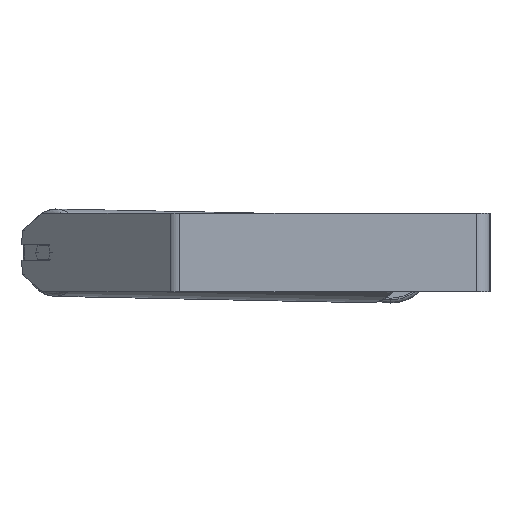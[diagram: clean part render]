
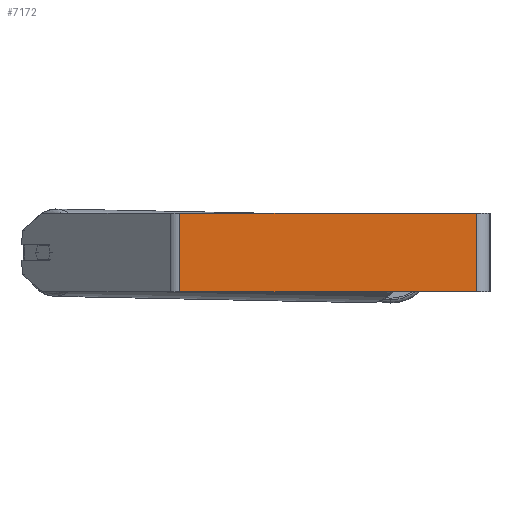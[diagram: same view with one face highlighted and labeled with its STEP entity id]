
A CAD part, left-side view. The second image highlights one B-rep face of the part: STEP entity #7172.
In plain terms, the highlighted planar face has unit normal (-1, 0, 0).
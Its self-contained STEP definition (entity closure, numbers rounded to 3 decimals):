
#62 = ORIENTED_EDGE ( 'NONE', *, *, #7702, .T. ) ;
#533 = ORIENTED_EDGE ( 'NONE', *, *, #8375, .T. ) ;
#650 = VERTEX_POINT ( 'NONE', #7387 ) ;
#705 = DIRECTION ( 'NONE',  ( 0., 0., -1. ) ) ;
#804 = ORIENTED_EDGE ( 'NONE', *, *, #6562, .F. ) ;
#1034 = LINE ( 'NONE', #3035, #3718 ) ;
#1266 = VECTOR ( 'NONE', #2415, 1000. ) ;
#1284 = AXIS2_PLACEMENT_3D ( 'NONE', #3500, #7427, #705 ) ;
#2415 = DIRECTION ( 'NONE',  ( 0., 0., -1. ) ) ;
#2689 = CARTESIAN_POINT ( 'NONE',  ( -745., 14., 40. ) ) ;
#2720 = EDGE_CURVE ( 'NONE', #6573, #8606, #1034, .T. ) ;
#3011 = CARTESIAN_POINT ( 'NONE',  ( -745., 321.536, -40. ) ) ;
#3035 = CARTESIAN_POINT ( 'NONE',  ( -745., 321.536, 40. ) ) ;
#3172 = DIRECTION ( 'NONE',  ( 0., -1., 0. ) ) ;
#3435 = ORIENTED_EDGE ( 'NONE', *, *, #2720, .F. ) ;
#3500 = CARTESIAN_POINT ( 'NONE',  ( -745., 321.536, 40. ) ) ;
#3549 = PLANE ( 'NONE',  #1284 ) ;
#3669 = LINE ( 'NONE', #3011, #6092 ) ;
#3701 = LINE ( 'NONE', #8380, #1266 ) ;
#3718 = VECTOR ( 'NONE', #3172, 1000. ) ;
#4201 = FACE_OUTER_BOUND ( 'NONE', #7248, .T. ) ;
#4541 = VECTOR ( 'NONE', #7805, 1000. ) ;
#4584 = CARTESIAN_POINT ( 'NONE',  ( -745., 315.737, 40. ) ) ;
#5651 = DIRECTION ( 'NONE',  ( 0., -1., 0. ) ) ;
#5853 = CARTESIAN_POINT ( 'NONE',  ( -745., 315.737, 40. ) ) ;
#6092 = VECTOR ( 'NONE', #5651, 1000. ) ;
#6468 = LINE ( 'NONE', #4584, #4541 ) ;
#6562 = EDGE_CURVE ( 'NONE', #8606, #6809, #3701, .T. ) ;
#6573 = VERTEX_POINT ( 'NONE', #5853 ) ;
#6809 = VERTEX_POINT ( 'NONE', #8187 ) ;
#7172 = ADVANCED_FACE ( 'NONE', ( #4201 ), #3549, .F. ) ;
#7248 = EDGE_LOOP ( 'NONE', ( #533, #804, #3435, #62 ) ) ;
#7387 = CARTESIAN_POINT ( 'NONE',  ( -745., 315.737, -40. ) ) ;
#7427 = DIRECTION ( 'NONE',  ( 1., 0., 0. ) ) ;
#7702 = EDGE_CURVE ( 'NONE', #6573, #650, #6468, .T. ) ;
#7805 = DIRECTION ( 'NONE',  ( 0., 0., -1. ) ) ;
#8187 = CARTESIAN_POINT ( 'NONE',  ( -745., 14., -40. ) ) ;
#8375 = EDGE_CURVE ( 'NONE', #650, #6809, #3669, .T. ) ;
#8380 = CARTESIAN_POINT ( 'NONE',  ( -745., 14., 40. ) ) ;
#8606 = VERTEX_POINT ( 'NONE', #2689 ) ;
